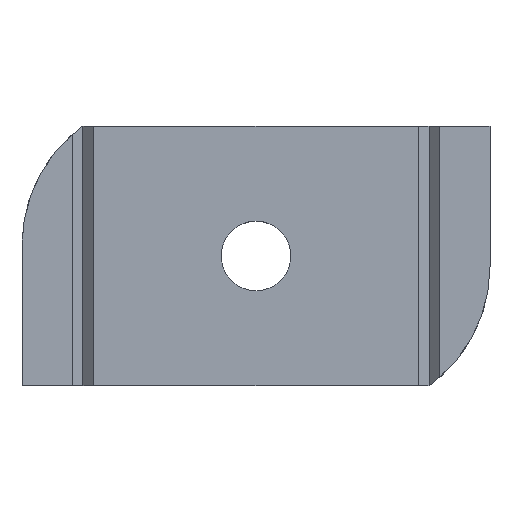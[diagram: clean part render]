
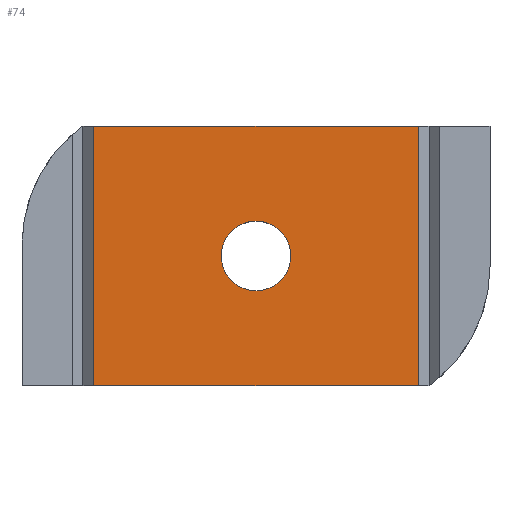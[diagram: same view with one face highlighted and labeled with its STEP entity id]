
A CAD part, top view. The second image highlights one B-rep face of the part: STEP entity #74.
In plain terms, the highlighted planar face has unit normal (0, 0, 1).
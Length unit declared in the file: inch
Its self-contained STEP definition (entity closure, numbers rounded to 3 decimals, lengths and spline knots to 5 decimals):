
#32 = ORIENTED_EDGE ( 'NONE', *, *, #2659, .T. ) ;
#38 = ORIENTED_EDGE ( 'NONE', *, *, #94, .F. ) ;
#40 = ORIENTED_EDGE ( 'NONE', *, *, #2656, .T. ) ;
#46 = ORIENTED_EDGE ( 'NONE', *, *, #2658, .F. ) ;
#54 = ORIENTED_EDGE ( 'NONE', *, *, #2657, .T. ) ;
#74 = ADVANCED_FACE ( 'NONE', ( #231, #230 ), #2560, .F. ) ;
#94 = EDGE_CURVE ( 'NONE', #2576, #2588, #260, .T. ) ;
#119 = AXIS2_PLACEMENT_3D ( 'NONE', #2597, #147, #148 ) ;
#147 = DIRECTION ( 'NONE',  ( 0., 0., -1. ) ) ;
#148 = DIRECTION ( 'NONE',  ( -1., 0., 0. ) ) ;
#208 = VECTOR ( 'NONE', #1115, 39.37008 ) ;
#209 = LINE ( 'NONE', #1114, #208 ) ;
#220 = LINE ( 'NONE', #1106, #222 ) ;
#221 = CIRCLE ( 'NONE', #2542, 0.1005 ) ;
#222 = VECTOR ( 'NONE', #1117, 39.37008 ) ;
#223 = LINE ( 'NONE', #1118, #224 ) ;
#224 = VECTOR ( 'NONE', #1119, 39.37008 ) ;
#225 = LINE ( 'NONE', #1120, #226 ) ;
#226 = VECTOR ( 'NONE', #1121, 39.37008 ) ;
#230 = FACE_OUTER_BOUND ( 'NONE', #1159, .T. ) ;
#231 = FACE_BOUND ( 'NONE', #2033, .T. ) ;
#260 = CIRCLE ( 'NONE', #2522, 0.1005 ) ;
#688 = CARTESIAN_POINT ( 'NONE',  ( 0., 0., 0.119 ) ) ;
#689 = DIRECTION ( 'NONE',  ( 0., 0., 1. ) ) ;
#690 = DIRECTION ( 'NONE',  ( 1., 0., 0. ) ) ;
#1059 = CARTESIAN_POINT ( 'NONE',  ( -0.46875, -0.375, 0.119 ) ) ;
#1062 = CARTESIAN_POINT ( 'NONE',  ( -0.1005, 0., 0.119 ) ) ;
#1070 = CARTESIAN_POINT ( 'NONE',  ( -0.46875, 0.375, 0.119 ) ) ;
#1076 = CARTESIAN_POINT ( 'NONE',  ( 0.46875, 0.375, 0.119 ) ) ;
#1086 = CARTESIAN_POINT ( 'NONE',  ( 0.1005, 0., 0.119 ) ) ;
#1087 = CARTESIAN_POINT ( 'NONE',  ( 0.46875, -0.375, 0.119 ) ) ;
#1106 = CARTESIAN_POINT ( 'NONE',  ( -0.5, 0.375, 0.119 ) ) ;
#1109 = CARTESIAN_POINT ( 'NONE',  ( 0., 0., 0.119 ) ) ;
#1111 = DIRECTION ( 'NONE',  ( 0., 0., 1. ) ) ;
#1112 = DIRECTION ( 'NONE',  ( 1., 0., 0. ) ) ;
#1114 = CARTESIAN_POINT ( 'NONE',  ( -0.676, -0.375, 0.119 ) ) ;
#1115 = DIRECTION ( 'NONE',  ( 1., 0., 0. ) ) ;
#1117 = DIRECTION ( 'NONE',  ( -1., 0., 0. ) ) ;
#1118 = CARTESIAN_POINT ( 'NONE',  ( 0.46875, 0.375, 0.119 ) ) ;
#1119 = DIRECTION ( 'NONE',  ( 0., -1., 0. ) ) ;
#1120 = CARTESIAN_POINT ( 'NONE',  ( -0.46875, 0.375, 0.119 ) ) ;
#1121 = DIRECTION ( 'NONE',  ( 0., -1., 0. ) ) ;
#1159 = EDGE_LOOP ( 'NONE', ( #40, #46, #54, #32 ) ) ;
#2029 = ORIENTED_EDGE ( 'NONE', *, *, #2655, .F. ) ;
#2033 = EDGE_LOOP ( 'NONE', ( #2029, #38 ) ) ;
#2522 = AXIS2_PLACEMENT_3D ( 'NONE', #688, #689, #690 ) ;
#2542 = AXIS2_PLACEMENT_3D ( 'NONE', #1109, #1111, #1112 ) ;
#2550 = VERTEX_POINT ( 'NONE', #1070 ) ;
#2551 = VERTEX_POINT ( 'NONE', #1059 ) ;
#2560 = PLANE ( 'NONE',  #119 ) ;
#2575 = VERTEX_POINT ( 'NONE', #1076 ) ;
#2576 = VERTEX_POINT ( 'NONE', #1062 ) ;
#2588 = VERTEX_POINT ( 'NONE', #1086 ) ;
#2590 = VERTEX_POINT ( 'NONE', #1087 ) ;
#2597 = CARTESIAN_POINT ( 'NONE',  ( 0.25182, -0.031, 0.119 ) ) ;
#2655 = EDGE_CURVE ( 'NONE', #2588, #2576, #221, .T. ) ;
#2656 = EDGE_CURVE ( 'NONE', #2551, #2590, #209, .T. ) ;
#2657 = EDGE_CURVE ( 'NONE', #2575, #2550, #220, .T. ) ;
#2658 = EDGE_CURVE ( 'NONE', #2575, #2590, #223, .T. ) ;
#2659 = EDGE_CURVE ( 'NONE', #2550, #2551, #225, .T. ) ;
